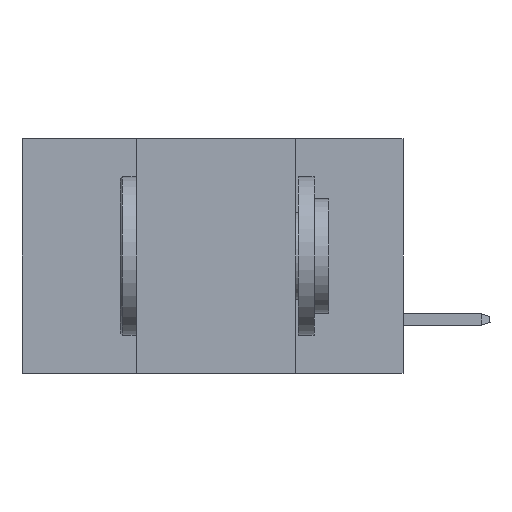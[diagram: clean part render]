
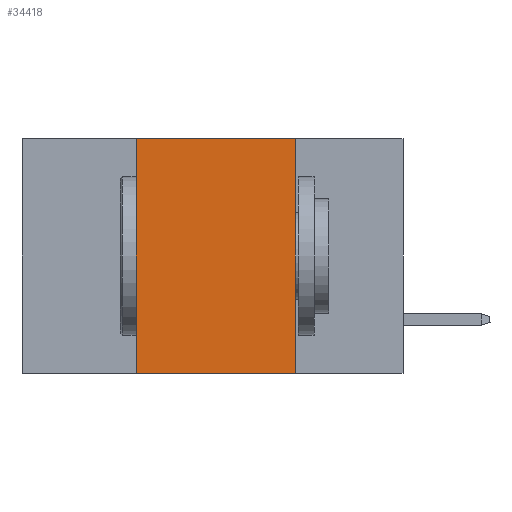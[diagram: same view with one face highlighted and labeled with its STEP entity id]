
A CAD part, left-side view. The second image highlights one B-rep face of the part: STEP entity #34418.
In plain terms, the highlighted planar face has unit normal (-1, 0, 0).
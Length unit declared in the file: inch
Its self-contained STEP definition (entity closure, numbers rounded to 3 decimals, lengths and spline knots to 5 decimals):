
#151 = CARTESIAN_POINT ( 'NONE',  ( 0., 0.6, 0. ) ) ;
#199 = VERTEX_POINT ( 'NONE', #20445 ) ;
#599 = VERTEX_POINT ( 'NONE', #45093 ) ;
#3186 = FACE_OUTER_BOUND ( 'NONE', #3223, .T. ) ;
#3223 = EDGE_LOOP ( 'NONE', ( #19416, #9555, #9055, #11057 ) ) ;
#3817 = VERTEX_POINT ( 'NONE', #6798 ) ;
#4004 = CARTESIAN_POINT ( 'NONE',  ( 0., 0.17, 0. ) ) ;
#6798 = CARTESIAN_POINT ( 'NONE',  ( 0., 0.17, -0.37 ) ) ;
#7931 = EDGE_CURVE ( 'NONE', #43074, #199, #14113, .T. ) ;
#7941 = CARTESIAN_POINT ( 'NONE',  ( 0., 0.6, -0.37 ) ) ;
#9055 = ORIENTED_EDGE ( 'NONE', *, *, #45138, .F. ) ;
#9555 = ORIENTED_EDGE ( 'NONE', *, *, #7931, .F. ) ;
#11057 = ORIENTED_EDGE ( 'NONE', *, *, #21937, .T. ) ;
#13157 = DIRECTION ( 'NONE',  ( 0., 0., 1. ) ) ;
#14113 = LINE ( 'NONE', #31565, #32965 ) ;
#14501 = LINE ( 'NONE', #7941, #24657 ) ;
#16679 = CARTESIAN_POINT ( 'NONE',  ( 0., 0.42, 0. ) ) ;
#17422 = DIRECTION ( 'NONE',  ( 0., 0., -1. ) ) ;
#18731 = VECTOR ( 'NONE', #32912, 39.37008 ) ;
#19416 = ORIENTED_EDGE ( 'NONE', *, *, #35852, .F. ) ;
#20445 = CARTESIAN_POINT ( 'NONE',  ( 0., 0.17, 0. ) ) ;
#21937 = EDGE_CURVE ( 'NONE', #599, #3817, #14501, .T. ) ;
#24657 = VECTOR ( 'NONE', #43593, 39.37008 ) ;
#26047 = AXIS2_PLACEMENT_3D ( 'NONE', #151, #39520, #17422 ) ;
#27395 = DIRECTION ( 'NONE',  ( 0., -1., 0. ) ) ;
#31565 = CARTESIAN_POINT ( 'NONE',  ( 0., 0.6, 0. ) ) ;
#32065 = PLANE ( 'NONE',  #26047 ) ;
#32912 = DIRECTION ( 'NONE',  ( 0., 0., -1. ) ) ;
#32965 = VECTOR ( 'NONE', #27395, 39.37008 ) ;
#34360 = LINE ( 'NONE', #16679, #37721 ) ;
#34418 = ADVANCED_FACE ( 'NONE', ( #3186 ), #32065, .F. ) ;
#35852 = EDGE_CURVE ( 'NONE', #199, #3817, #36401, .T. ) ;
#36401 = LINE ( 'NONE', #4004, #18731 ) ;
#37721 = VECTOR ( 'NONE', #13157, 39.37008 ) ;
#39520 = DIRECTION ( 'NONE',  ( 1., 0., 0. ) ) ;
#43074 = VERTEX_POINT ( 'NONE', #45798 ) ;
#43593 = DIRECTION ( 'NONE',  ( 0., -1., 0. ) ) ;
#45093 = CARTESIAN_POINT ( 'NONE',  ( 0., 0.42, -0.37 ) ) ;
#45138 = EDGE_CURVE ( 'NONE', #599, #43074, #34360, .T. ) ;
#45798 = CARTESIAN_POINT ( 'NONE',  ( 0., 0.42, 0. ) ) ;
